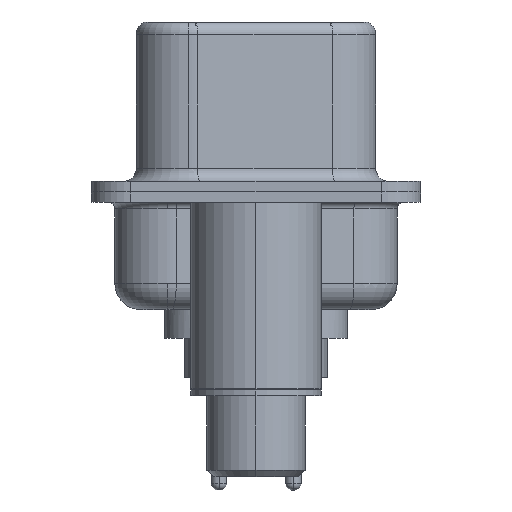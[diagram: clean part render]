
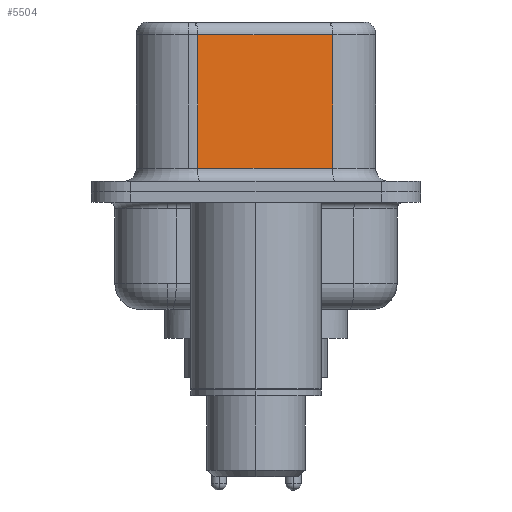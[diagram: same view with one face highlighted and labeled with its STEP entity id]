
A CAD part, left-side view. The second image highlights one B-rep face of the part: STEP entity #5504.
In plain terms, the highlighted planar face has unit normal (-0.985, -0.174, 0).
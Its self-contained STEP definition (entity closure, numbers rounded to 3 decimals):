
#336 = CARTESIAN_POINT ( 'NONE',  ( 3.67, 2.233, 0.9 ) ) ;
#3859 = CARTESIAN_POINT ( 'NONE',  ( 4.58, -2.927, 0.9 ) ) ;
#5055 = VERTEX_POINT ( 'NONE', #3859 ) ;
#5504 = ADVANCED_FACE ( 'NONE', ( #16789 ), #10265, .F. ) ;
#5738 = DIRECTION ( 'NONE',  ( 0., 0., -1. ) ) ;
#7400 = DIRECTION ( 'NONE',  ( -0.174, 0.985, 0. ) ) ;
#7588 = VECTOR ( 'NONE', #13086, 1000. ) ;
#7624 = CARTESIAN_POINT ( 'NONE',  ( 4.58, -2.927, 0.9 ) ) ;
#7902 = DIRECTION ( 'NONE',  ( 0.985, 0.174, 0. ) ) ;
#8045 = VECTOR ( 'NONE', #22060, 1000. ) ;
#8156 = LINE ( 'NONE', #11283, #12412 ) ;
#8340 = ORIENTED_EDGE ( 'NONE', *, *, #12629, .F. ) ;
#9539 = EDGE_CURVE ( 'NONE', #10857, #5055, #22066, .T. ) ;
#9834 = CARTESIAN_POINT ( 'NONE',  ( 3.67, 2.233, 6.02 ) ) ;
#10265 = PLANE ( 'NONE',  #14183 ) ;
#10551 = CARTESIAN_POINT ( 'NONE',  ( 4.58, -2.927, 6.02 ) ) ;
#10857 = VERTEX_POINT ( 'NONE', #336 ) ;
#11283 = CARTESIAN_POINT ( 'NONE',  ( 3.67, 2.233, 6.52 ) ) ;
#11403 = ORIENTED_EDGE ( 'NONE', *, *, #13839, .T. ) ;
#12035 = CARTESIAN_POINT ( 'NONE',  ( 4.58, -2.927, 6.52 ) ) ;
#12412 = VECTOR ( 'NONE', #5738, 1000. ) ;
#12629 = EDGE_CURVE ( 'NONE', #19546, #5055, #17612, .T. ) ;
#13086 = DIRECTION ( 'NONE',  ( 0.174, -0.985, 0. ) ) ;
#13393 = ORIENTED_EDGE ( 'NONE', *, *, #21850, .T. ) ;
#13551 = VERTEX_POINT ( 'NONE', #9834 ) ;
#13621 = CARTESIAN_POINT ( 'NONE',  ( 4.58, -2.927, 6.02 ) ) ;
#13839 = EDGE_CURVE ( 'NONE', #19546, #13551, #21268, .T. ) ;
#14183 = AXIS2_PLACEMENT_3D ( 'NONE', #12035, #7902, #7400 ) ;
#16452 = VECTOR ( 'NONE', #21368, 1000. ) ;
#16789 = FACE_OUTER_BOUND ( 'NONE', #22893, .T. ) ;
#17612 = LINE ( 'NONE', #21978, #8045 ) ;
#19546 = VERTEX_POINT ( 'NONE', #13621 ) ;
#19648 = ORIENTED_EDGE ( 'NONE', *, *, #9539, .T. ) ;
#21268 = LINE ( 'NONE', #10551, #16452 ) ;
#21368 = DIRECTION ( 'NONE',  ( -0.174, 0.985, 0. ) ) ;
#21850 = EDGE_CURVE ( 'NONE', #13551, #10857, #8156, .T. ) ;
#21978 = CARTESIAN_POINT ( 'NONE',  ( 4.58, -2.927, 6.52 ) ) ;
#22060 = DIRECTION ( 'NONE',  ( 0., 0., -1. ) ) ;
#22066 = LINE ( 'NONE', #7624, #7588 ) ;
#22893 = EDGE_LOOP ( 'NONE', ( #8340, #11403, #13393, #19648 ) ) ;
